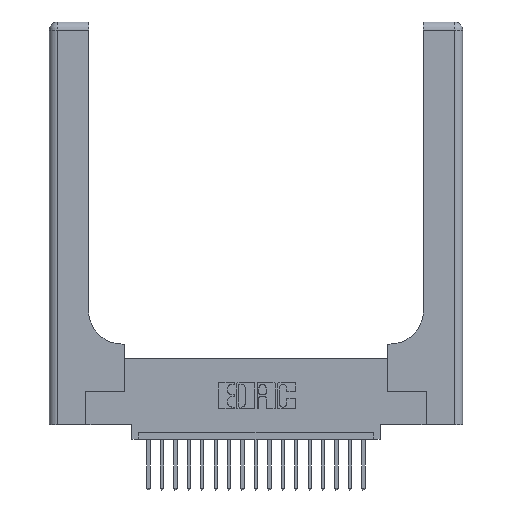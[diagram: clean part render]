
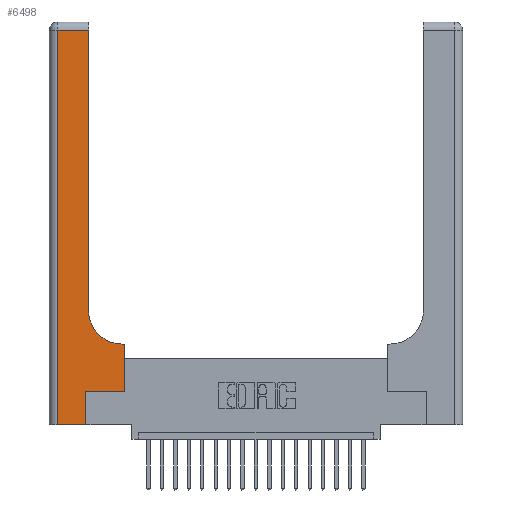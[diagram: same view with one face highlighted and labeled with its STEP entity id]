
A CAD part, top view. The second image highlights one B-rep face of the part: STEP entity #6498.
In plain terms, the highlighted planar face has unit normal (0, 0, 1).
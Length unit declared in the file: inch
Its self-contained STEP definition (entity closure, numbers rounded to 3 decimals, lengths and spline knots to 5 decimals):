
#121 = CARTESIAN_POINT ( 'NONE',  ( 0.5415, 0.85, 0.37 ) ) ;
#453 = LINE ( 'NONE', #10888, #2539 ) ;
#568 = VECTOR ( 'NONE', #1980, 39.37008 ) ;
#1006 = ORIENTED_EDGE ( 'NONE', *, *, #4843, .T. ) ;
#1074 = ORIENTED_EDGE ( 'NONE', *, *, #19546, .T. ) ;
#1184 = ORIENTED_EDGE ( 'NONE', *, *, #7071, .T. ) ;
#1965 = LINE ( 'NONE', #6676, #6355 ) ;
#1980 = DIRECTION ( 'NONE',  ( 0., 1., 0. ) ) ;
#1997 = CARTESIAN_POINT ( 'NONE',  ( 0.5585, 0.25, 0.37 ) ) ;
#2145 = CARTESIAN_POINT ( 'NONE',  ( 0.06, 3., 0.37 ) ) ;
#2175 = LINE ( 'NONE', #18965, #17435 ) ;
#2539 = VECTOR ( 'NONE', #14877, 39.37008 ) ;
#2764 = CARTESIAN_POINT ( 'NONE',  ( 0.5415, 0.6, 0.37 ) ) ;
#3629 = DIRECTION ( 'NONE',  ( 1., 0., 0. ) ) ;
#3825 = EDGE_CURVE ( 'NONE', #19818, #17197, #1965, .T. ) ;
#4654 = EDGE_CURVE ( 'NONE', #18548, #19818, #8106, .T. ) ;
#4808 = EDGE_CURVE ( 'NONE', #17197, #13293, #2175, .T. ) ;
#4843 = EDGE_CURVE ( 'NONE', #17897, #18548, #17936, .T. ) ;
#5539 = VECTOR ( 'NONE', #5701, 39.37008 ) ;
#5701 = DIRECTION ( 'NONE',  ( -1., 0., 0. ) ) ;
#6355 = VECTOR ( 'NONE', #14835, 39.37008 ) ;
#6498 = ADVANCED_FACE ( 'NONE', ( #17720 ), #17213, .F. ) ;
#6673 = CARTESIAN_POINT ( 'NONE',  ( 0.269, 0., 0.37 ) ) ;
#6676 = CARTESIAN_POINT ( 'NONE',  ( 0.2915, 3., 0.37 ) ) ;
#6869 = ORIENTED_EDGE ( 'NONE', *, *, #14771, .T. ) ;
#7065 = CARTESIAN_POINT ( 'NONE',  ( 0.269, 0.25, 0.37 ) ) ;
#7071 = EDGE_CURVE ( 'NONE', #19498, #17810, #9412, .T. ) ;
#7148 = CARTESIAN_POINT ( 'NONE',  ( 0.269, 0.25, 0.37 ) ) ;
#7246 = CARTESIAN_POINT ( 'NONE',  ( 0., 3., 0.37 ) ) ;
#7530 = VECTOR ( 'NONE', #15378, 39.37008 ) ;
#7722 = AXIS2_PLACEMENT_3D ( 'NONE', #7246, #17347, #17146 ) ;
#7947 = VECTOR ( 'NONE', #17036, 39.37008 ) ;
#8106 = CIRCLE ( 'NONE', #11730, 0.25 ) ;
#8864 = ORIENTED_EDGE ( 'NONE', *, *, #13226, .T. ) ;
#9276 = LINE ( 'NONE', #1997, #7947 ) ;
#9412 = LINE ( 'NONE', #7148, #13271 ) ;
#9535 = CARTESIAN_POINT ( 'NONE',  ( 0.2915, 2.94, 0.37 ) ) ;
#10485 = VERTEX_POINT ( 'NONE', #16893 ) ;
#10740 = CARTESIAN_POINT ( 'NONE',  ( 0.06, 2.94, 0.37 ) ) ;
#10888 = CARTESIAN_POINT ( 'NONE',  ( 0., 0., 0.37 ) ) ;
#11730 = AXIS2_PLACEMENT_3D ( 'NONE', #121, #18517, #3629 ) ;
#12983 = ORIENTED_EDGE ( 'NONE', *, *, #3825, .T. ) ;
#13226 = EDGE_CURVE ( 'NONE', #13293, #15449, #18672, .T. ) ;
#13271 = VECTOR ( 'NONE', #18418, 39.37008 ) ;
#13293 = VERTEX_POINT ( 'NONE', #10740 ) ;
#13657 = ORIENTED_EDGE ( 'NONE', *, *, #17974, .T. ) ;
#14329 = CARTESIAN_POINT ( 'NONE',  ( 0.5585, 0.25, 0.37 ) ) ;
#14462 = ORIENTED_EDGE ( 'NONE', *, *, #4654, .T. ) ;
#14612 = CARTESIAN_POINT ( 'NONE',  ( 0.5585, 0.6, 0.37 ) ) ;
#14771 = EDGE_CURVE ( 'NONE', #15449, #10485, #453, .T. ) ;
#14817 = LINE ( 'NONE', #6673, #568 ) ;
#14835 = DIRECTION ( 'NONE',  ( 0., 1., 0. ) ) ;
#14877 = DIRECTION ( 'NONE',  ( 1., 0., 0. ) ) ;
#15343 = EDGE_LOOP ( 'NONE', ( #12983, #16533, #8864, #6869, #13657, #1184, #1074, #1006, #14462 ) ) ;
#15378 = DIRECTION ( 'NONE',  ( 0., -1., 0. ) ) ;
#15449 = VERTEX_POINT ( 'NONE', #17450 ) ;
#15606 = CARTESIAN_POINT ( 'NONE',  ( 0.2915, 0.6, 0.37 ) ) ;
#16533 = ORIENTED_EDGE ( 'NONE', *, *, #4808, .T. ) ;
#16893 = CARTESIAN_POINT ( 'NONE',  ( 0.269, 0., 0.37 ) ) ;
#17036 = DIRECTION ( 'NONE',  ( 0., 1., 0. ) ) ;
#17146 = DIRECTION ( 'NONE',  ( -1., 0., 0. ) ) ;
#17197 = VERTEX_POINT ( 'NONE', #9535 ) ;
#17213 = PLANE ( 'NONE',  #7722 ) ;
#17347 = DIRECTION ( 'NONE',  ( 0., 0., -1. ) ) ;
#17435 = VECTOR ( 'NONE', #20642, 39.37008 ) ;
#17450 = CARTESIAN_POINT ( 'NONE',  ( 0.06, 0., 0.37 ) ) ;
#17720 = FACE_OUTER_BOUND ( 'NONE', #15343, .T. ) ;
#17810 = VERTEX_POINT ( 'NONE', #14329 ) ;
#17897 = VERTEX_POINT ( 'NONE', #14612 ) ;
#17936 = LINE ( 'NONE', #15606, #5539 ) ;
#17974 = EDGE_CURVE ( 'NONE', #10485, #19498, #14817, .T. ) ;
#18418 = DIRECTION ( 'NONE',  ( 1., 0., 0. ) ) ;
#18517 = DIRECTION ( 'NONE',  ( 0., 0., -1. ) ) ;
#18548 = VERTEX_POINT ( 'NONE', #2764 ) ;
#18672 = LINE ( 'NONE', #2145, #7530 ) ;
#18965 = CARTESIAN_POINT ( 'NONE',  ( 0., 2.94, 0.37 ) ) ;
#19498 = VERTEX_POINT ( 'NONE', #7065 ) ;
#19546 = EDGE_CURVE ( 'NONE', #17810, #17897, #9276, .T. ) ;
#19663 = CARTESIAN_POINT ( 'NONE',  ( 0.2915, 0.85, 0.37 ) ) ;
#19818 = VERTEX_POINT ( 'NONE', #19663 ) ;
#20642 = DIRECTION ( 'NONE',  ( -1., 0., 0. ) ) ;
